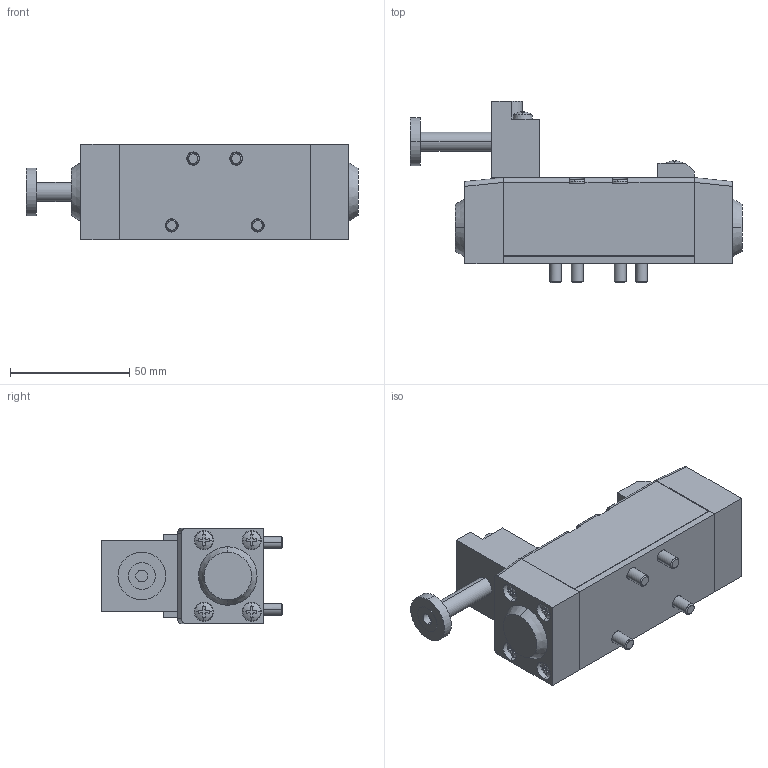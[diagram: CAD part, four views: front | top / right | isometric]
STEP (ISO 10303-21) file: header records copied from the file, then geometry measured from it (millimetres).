
FILE_DESCRIPTION (( 'STEP AP203' ), '1' );
FILE_NAME ('HVS-5211.step', '2022-04-19T17:46:35', ( '' ), ( '' ), 'SwSTEP 2.0', 'SolidWorks 2021', '' );
FILE_SCHEMA (( 'CONFIG_CONTROL_DESIGN' ));
Length unit declared in the file: inch
Products named in the file (1): HVS-5211
Bounding box: 139 x 76 x 40 mm (x, y, z)
Volume: 183060.1 mm3; surface area: 48991.2 mm2
Topology: 21 solids, 21 shells, 855 faces, 2161 edges, 1370 vertices
Faces by surface type: plane 448, cone 164, cylinder 147, torus 48, sphere 48
Entity records: 26480 total; most frequent: CARTESIAN_POINT 5267, DIRECTION 4707, ORIENTED_EDGE 4258, EDGE_CURVE 2129, AXIS2_PLACEMENT_3D 1802, VERTEX_POINT 1370, VECTOR 1103, LINE 1103
